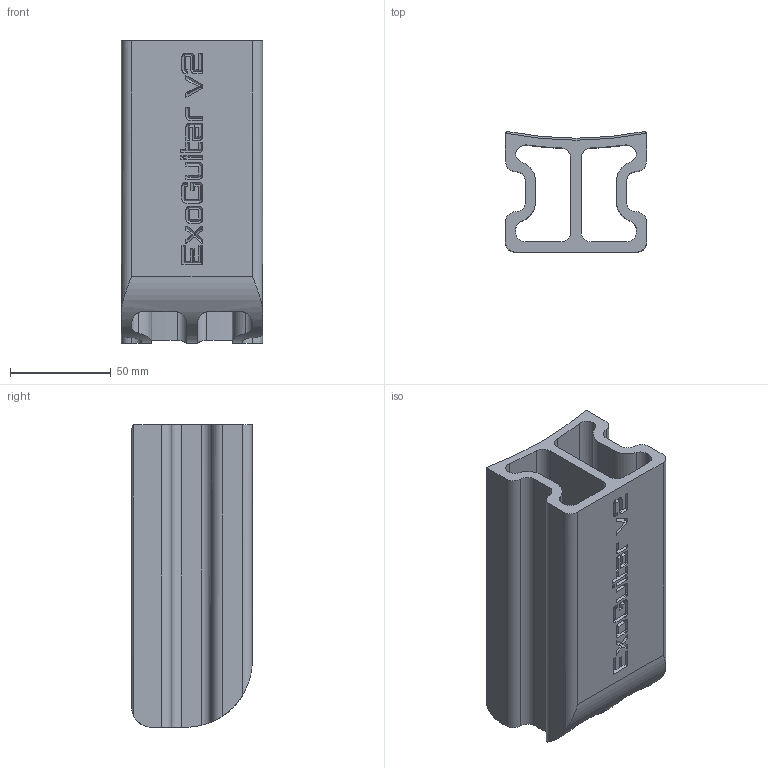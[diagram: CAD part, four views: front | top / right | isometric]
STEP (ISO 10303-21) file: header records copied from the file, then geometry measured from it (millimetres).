
FILE_DESCRIPTION(/* description */ ('STEP AP242','CAx-IF Rec.Pracs.---Representation and Presentation of Product Manufacturing Information (PMI)---4.0---2014-10-13','CAx-IF Rec.Pracs.---3D Tessellated Geometry---0.4---2014-09-14','2;1'),/* implementation_level */ '2;1');
FILE_NAME(/* name */ '683af1b94f80f078ee795398',/* time_stamp */ '2025-05-31T12:10:34Z',/* author */ (''),/* organization */ (''),/* preprocessor_version */ 'ST-DEVELOPER v20',/* originating_system */ 'ONSHAPE BY PTC INC, 1.198',/* authorisation */ ' ');
FILE_SCHEMA (('AP242_MANAGED_MODEL_BASED_3D_ENGINEERING_MIM_LF { 1 0 10303 442 1 1 4 }'));
Length unit declared in the file: metre
Products named in the file (1): Part 1
Bounding box: 70 x 59.78 x 150 mm (x, y, z)
Volume: 227000 mm3; surface area: 87072.3 mm2
Topology: 1 solids, 1 shells, 300 faces, 876 edges, 589 vertices
Faces by surface type: plane 148, cone 114, cylinder 32, bspline 5, torus 1
Entity records: 10215 total; most frequent: CARTESIAN_POINT 2023, ORIENTED_EDGE 1752, DIRECTION 1721, EDGE_CURVE 876, AXIS2_PLACEMENT_3D 599, VERTEX_POINT 589, LINE 523, VECTOR 523
